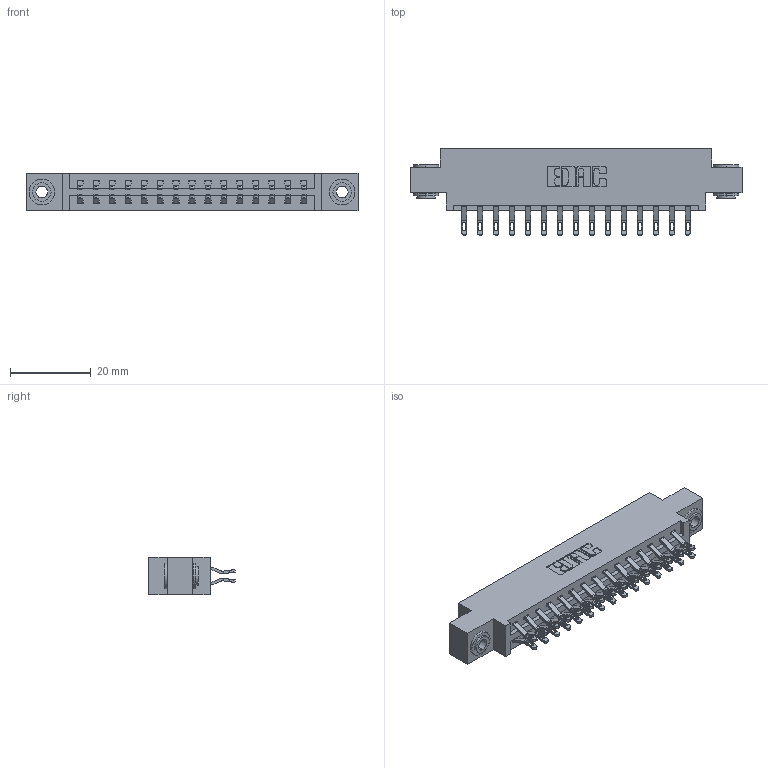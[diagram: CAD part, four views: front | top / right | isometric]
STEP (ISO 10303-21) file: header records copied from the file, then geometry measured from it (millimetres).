
FILE_DESCRIPTION (( 'STEP AP203' ), '1' );
FILE_NAME ('387-030-555-803.STEP', '2018-09-18T03:04:44', ( '' ), ( '' ), 'SwSTEP 2.0', 'SolidWorks 2016', '' );
FILE_SCHEMA (( 'CONFIG_CONTROL_DESIGN' ));
Length unit declared in the file: inch
Products named in the file (4): 337 Part_0.170 Offset - 0.156 Dia-TH; 345-292-001_555 Tail; 345-250-002_345-250-002-102; 387-030-555-803
Assembly tree (33 placements, depth 2):
  387-030-555-803
    337 Part_0.170 Offset - 0.156 Dia-TH
    345-292-001_555 Tail  x30
    345-250-002_345-250-002-102  x2
Bounding box: 82.45 x 21.47 x 9.4 mm (x, y, z)
Volume: 8318.6 mm3; surface area: 9802.1 mm2
Topology: 33 solids, 33 shells, 1956 faces, 6069 edges, 4042 vertices
Faces by surface type: plane 1164, cylinder 784, cone 8
Entity records: 16230 total; most frequent: CARTESIAN_POINT 2767, ORIENTED_EDGE 2666, DIRECTION 2407, EDGE_CURVE 1333, VECTOR 1161, LINE 1161, VERTEX_POINT 886, AXIS2_PLACEMENT_3D 623
